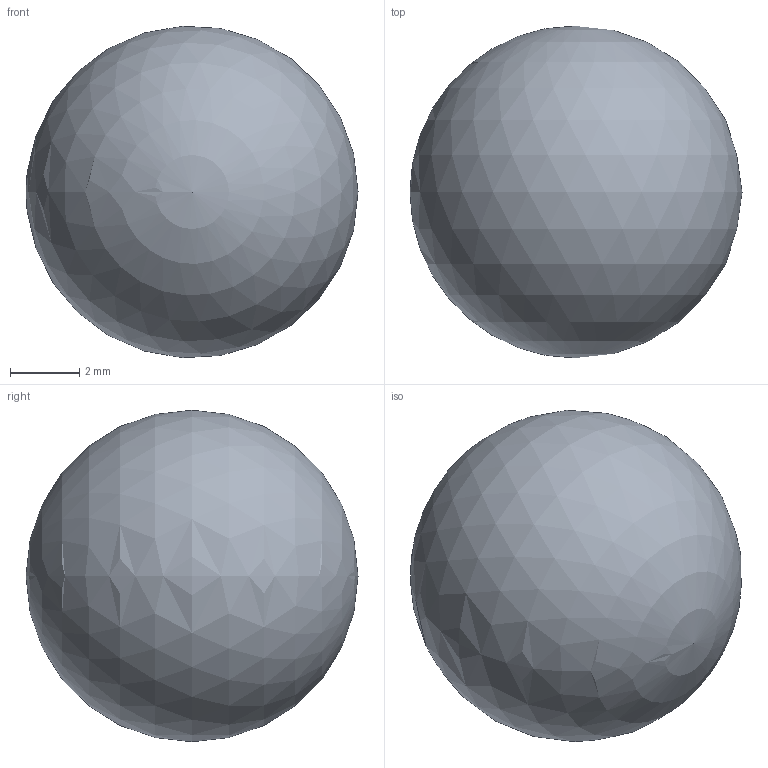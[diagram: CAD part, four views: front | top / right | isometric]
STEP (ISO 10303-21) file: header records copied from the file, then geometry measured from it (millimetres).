
FILE_DESCRIPTION(('STEP AP242'), '1');
FILE_NAME('Bearing-Ball', '', ('UNSPECIFIED'), ('UNSPECIFIED'), 'C3D Converter', 'C3D Toolkit', '');
FILE_SCHEMA(('AP242_MANAGED_MODEL_BASED_3D_ENGINEERING_MIM_LF { 1 0 10303 442 1 1 4 }'));
Length unit declared in the file: millimetre
Bounding box: 9.6 x 9.6 x 9.58 mm (x, y, z)
Volume: 463.2 mm3; surface area: 289.5 mm2
Topology: 1 solids, 1 shells, 1 faces, 3 edges, 2 vertices
Faces by surface type: sphere 1
Entity records: 57 total; most frequent: DIRECTION 4, AXIS2_PLACEMENT_3D 2, CARTESIAN_POINT 2, COLOUR_RGB 2, FILL_AREA_STYLE_COLOUR 2, FILL_AREA_STYLE 2, SURFACE_STYLE_FILL_AREA 2, SURFACE_SIDE_STYLE 2
